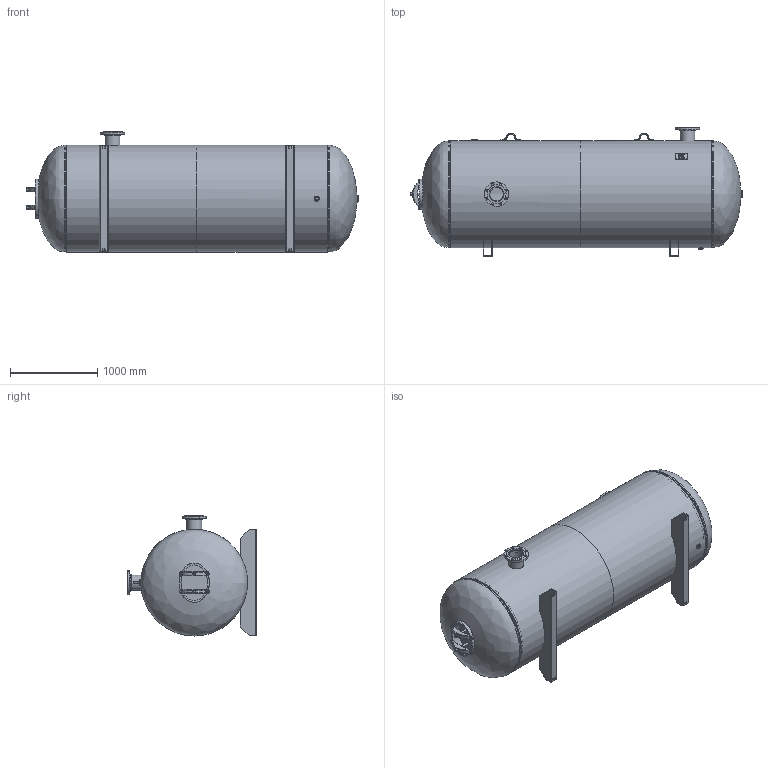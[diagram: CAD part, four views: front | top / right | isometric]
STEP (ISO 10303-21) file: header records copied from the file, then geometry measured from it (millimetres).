
FILE_DESCRIPTION(/* description */ ('48 X 144 200# HORZ ASME CATALOG 1060 @ 200 PSI'),/* implementation_level */ '2;1');
FILE_NAME(/* name */ 'SPVG_A10368-200.stp',/* time_stamp */ '2020-09-03T13:42:02-05:00',/* author */ ('kim.thoune'),/* organization */ (''),/* preprocessor_version */ 'ST-DEVELOPER v17.2',/* originating_system */ 'Autodesk Inventor 2019',/* authorisation */ '');
FILE_SCHEMA (('AUTOMOTIVE_DESIGN { 1 0 10303 214 3 1 1 }'));
Length unit declared in the file: inch
Products named in the file (19): A10368-200; 37-3180; 37-3181; A10368-200-3HD; H48313J; A10368-200-4HD; H48313J_1; F100500; F101000; F102000; 46-4134; 46-9163; S102154; 45-596; S102154-2; 60-140; 64-053; 64-784; S100160
Assembly tree (22 placements, depth 3):
  A10368-200
    37-3180
    37-3181
    A10368-200-3HD
      H48313J
    A10368-200-4HD
      H48313J_1
    F100500  x2
    F101000
    F102000
    46-4134
    46-9163
    S102154  x2
      45-596
      S102154-2
    60-140
      64-053
    64-784  x2
    S100160  x2
Bounding box: 3797.81 x 1474.29 x 1373.54 mm (x, y, z)
Volume: 145490472.3 mm3; surface area: 33238737.4 mm2
Topology: 22 solids, 22 shells, 539 faces, 1418 edges, 956 vertices
Faces by surface type: plane 279, cylinder 138, bspline 58, torus 52, cone 12
Full cylindrical faces by diameter (mm): 6.35 x4, 18.644 x2, 22.225 x20, 23.019 x2, 26.987 x2, 30.302 x1, 31.75 x2, 43.256 x1, 44.45 x1, 46.037 x1, 55.169 x1, 56.667 x1, 60.325 x1, 65.1 x1, 68.263 x2, 73.025 x1, 79.383 x1, 154.051 x2, 168.275 x2, 170.688 x2, 171.45 x2, 192.1 x2, 215.9 x2, 279.4 x2, 1186.409 x2, 1202.309 x4, 1203.3 x2, 1219.2 x2, 1221.359 x2
Entity records: 18488 total; most frequent: CARTESIAN_POINT 6065, ORIENTED_EDGE 2432, DIRECTION 2371, EDGE_CURVE 1216, AXIS2_PLACEMENT_3D 861, VERTEX_POINT 817, LINE 649, VECTOR 649
